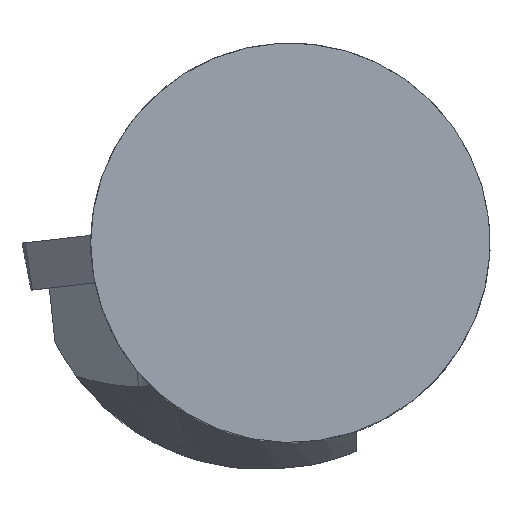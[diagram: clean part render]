
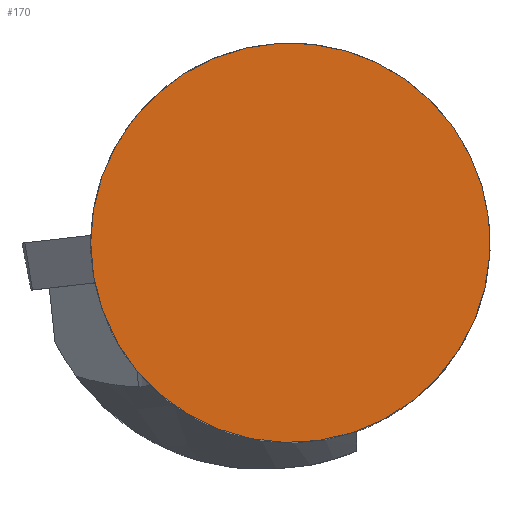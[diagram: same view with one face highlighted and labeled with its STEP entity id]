
A CAD part, top view. The second image highlights one B-rep face of the part: STEP entity #170.
In plain terms, the highlighted planar face has unit normal (0, 0, 1).
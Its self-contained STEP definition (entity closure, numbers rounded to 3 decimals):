
#170=ADVANCED_FACE('',(#231),#207,.F.);
#207=PLANE('',#867);
#231=FACE_OUTER_BOUND('',#263,.T.);
#263=EDGE_LOOP('',(#407));
#320=CIRCLE('',#860,20.);
#407=ORIENTED_EDGE('',*,*,#638,.F.);
#562=VERTEX_POINT('',#1328);
#638=EDGE_CURVE('',#562,#562,#320,.T.);
#860=AXIS2_PLACEMENT_3D('',#1327,#986,#987);
#867=AXIS2_PLACEMENT_3D('',#1363,#1002,#1003);
#986=DIRECTION('',(0.,0.,-1.));
#987=DIRECTION('',(-1.,0.,0.));
#1002=DIRECTION('',(0.,0.,-1.));
#1003=DIRECTION('',(1.,0.,0.));
#1327=CARTESIAN_POINT('',(0.,0.,0.325));
#1328=CARTESIAN_POINT('',(-20.,0.,0.325));
#1363=CARTESIAN_POINT('',(0.,0.,0.325));
